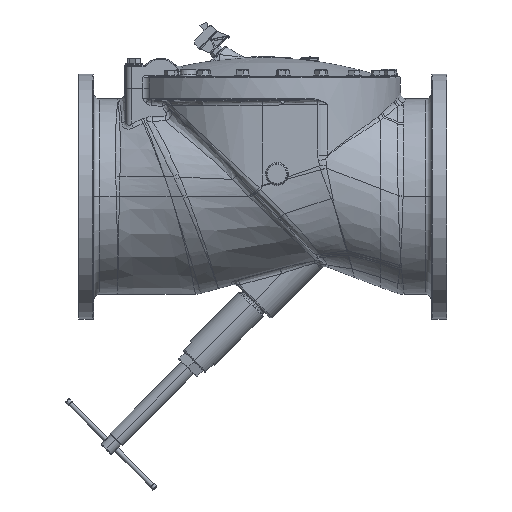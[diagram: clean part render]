
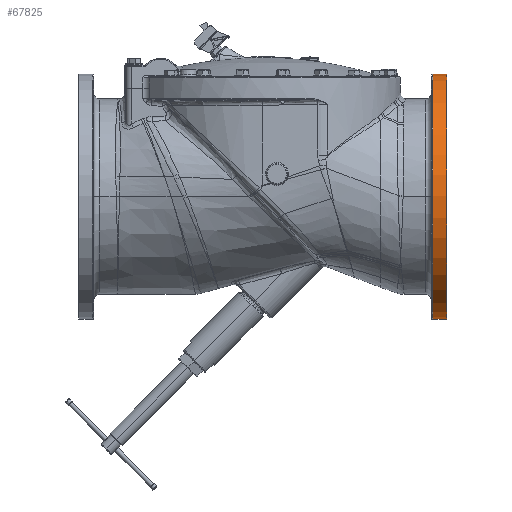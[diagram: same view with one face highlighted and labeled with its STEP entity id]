
A CAD part, top view. The second image highlights one B-rep face of the part: STEP entity #67825.
In plain terms, the highlighted cylindrical face has radius 406.4 mm (diameter 812.8 mm), a partial arc.
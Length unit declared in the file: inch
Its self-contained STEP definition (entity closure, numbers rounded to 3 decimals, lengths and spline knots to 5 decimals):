
#22536=CARTESIAN_POINT('',(24.,0.,0.));
#22537=DIRECTION('',(1.,0.,0.));
#22538=DIRECTION('',(0.,1.,0.));
#22539=AXIS2_PLACEMENT_3D('',#22536,#22537,#22538);
#22541=CARTESIAN_POINT('',(22.18534,0.,0.));
#22542=DIRECTION('',(-1.,0.,0.));
#22543=DIRECTION('',(0.,-1.,0.));
#22544=AXIS2_PLACEMENT_3D('',#22541,#22542,#22543);
#22551=DIRECTION('',(-1.,0.,0.));
#22552=VECTOR('',#22551,1.81466);
#22553=CARTESIAN_POINT('',(24.,16.,0.));
#22554=LINE('',#22553,#22552);
#22560=DIRECTION('',(-1.,0.,0.));
#22561=VECTOR('',#22560,1.81466);
#22562=CARTESIAN_POINT('',(24.,-16.,0.));
#22563=LINE('',#22562,#22561);
#46947=CARTESIAN_POINT('',(22.18534,16.,0.));
#46948=CARTESIAN_POINT('',(22.18534,-16.,0.));
#46949=VERTEX_POINT('',#46947);
#46950=VERTEX_POINT('',#46948);
#46955=CARTESIAN_POINT('',(24.,16.,0.));
#46956=CARTESIAN_POINT('',(24.,-16.,0.));
#46957=VERTEX_POINT('',#46955);
#46958=VERTEX_POINT('',#46956);
#67812=CARTESIAN_POINT('',(-26.8125,0.,0.));
#67813=DIRECTION('',(1.,0.,0.));
#67814=DIRECTION('',(0.,-1.,0.));
#67815=AXIS2_PLACEMENT_3D('',#67812,#67813,#67814);
#67816=CYLINDRICAL_SURFACE('',#67815,16.);
#67817=ORIENTED_EDGE('',*,*,#67674,.T.);
#67819=ORIENTED_EDGE('',*,*,#67818,.T.);
#67820=ORIENTED_EDGE('',*,*,#67561,.T.);
#67822=ORIENTED_EDGE('',*,*,#67821,.F.);
#67823=EDGE_LOOP('',(#67817,#67819,#67820,#67822));
#67824=FACE_OUTER_BOUND('',#67823,.F.);
#22540=CIRCLE('',#22539,16.);
#22545=CIRCLE('',#22544,16.);
#67561=EDGE_CURVE('',#46950,#46949,#22545,.T.);
#67674=EDGE_CURVE('',#46957,#46958,#22540,.T.);
#67818=EDGE_CURVE('',#46958,#46950,#22563,.T.);
#67821=EDGE_CURVE('',#46957,#46949,#22554,.T.);
#67825=ADVANCED_FACE('',(#67824),#67816,.T.);
